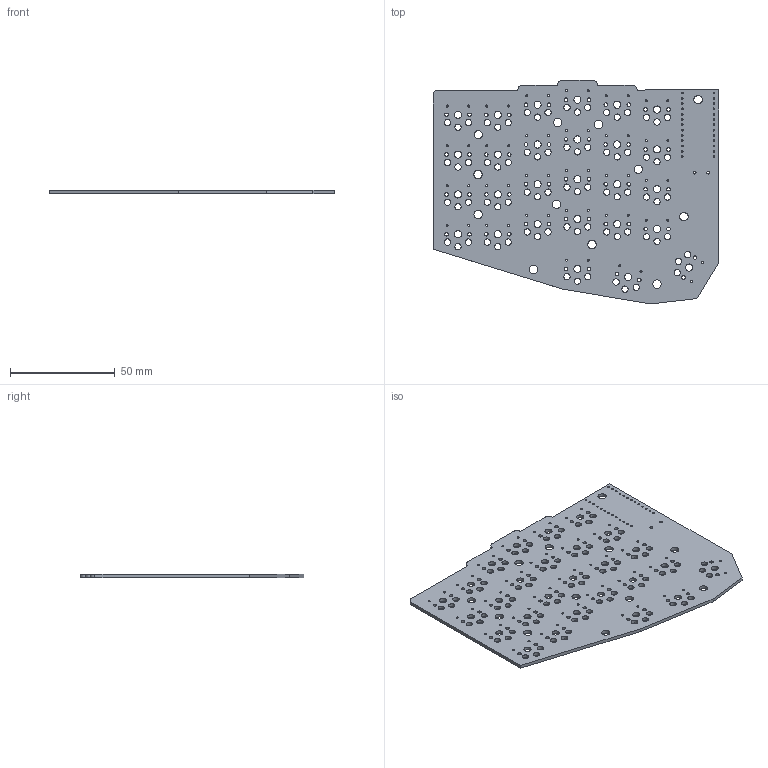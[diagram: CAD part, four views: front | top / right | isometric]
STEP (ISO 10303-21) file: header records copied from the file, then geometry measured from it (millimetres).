
FILE_DESCRIPTION(('KiCad electronic assembly'),'2;1');
FILE_NAME('shield.step','2023-02-03T21:10:26',('Pcbnew'),('Kicad'), 'Open CASCADE STEP processor 7.6','KiCad to STEP converter','Unknown' );
FILE_SCHEMA(('AUTOMOTIVE_DESIGN { 1 0 10303 214 1 1 1 1 }'));
Length unit declared in the file: millimetre
Products named in the file (2): shield 1; _autosave-shield PCB
Assembly tree (1 placements, depth 2):
  shield 1
    _autosave-shield PCB
Bounding box: 136.75 x 107.12 x 1.6 mm (x, y, z)
Volume: 18710.2 mm3; surface area: 26890.9 mm2
Topology: 1 solids, 1 shells, 274 faces, 816 edges, 544 vertices
Faces by surface type: cylinder 261, plane 13
Full cylindrical faces by diameter (mm): 0.85 x26, 0.991 x54, 1.3 x2, 1.702 x54, 3 x81, 3.429 x27, 4 x12
Entity records: 21201 total; most frequent: DIRECTION 3522, CARTESIAN_POINT 3268, ORIENTED_EDGE 1632, PCURVE 1632, DEFINITIONAL_REPRESENTATION 1632, LINE 1404, VECTOR 1404, CIRCLE 1044
